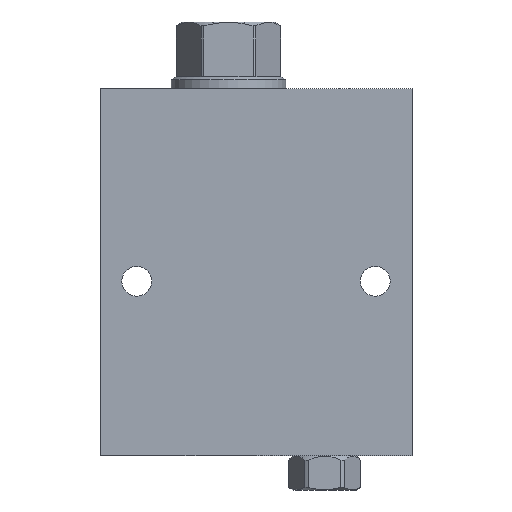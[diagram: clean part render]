
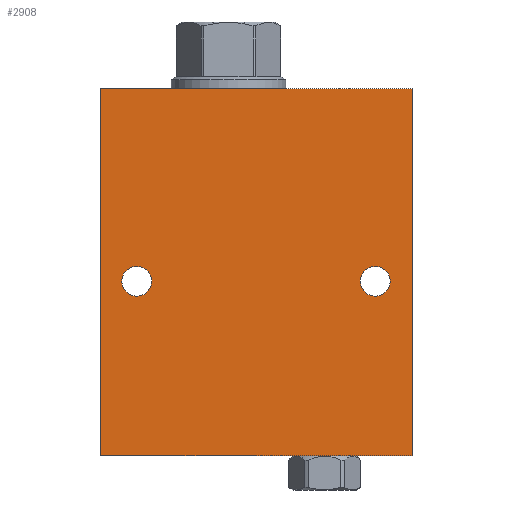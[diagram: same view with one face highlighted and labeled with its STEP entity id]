
A CAD part, left-side view. The second image highlights one B-rep face of the part: STEP entity #2908.
In plain terms, the highlighted planar face has unit normal (-1, 0, 0).
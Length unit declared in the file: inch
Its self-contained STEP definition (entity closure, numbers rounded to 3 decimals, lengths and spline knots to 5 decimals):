
#9=DIRECTION('',(0.,-1.,0.));
#10=VECTOR('',#9,4.25);
#11=CARTESIAN_POINT('',(0.,0.,0.));
#12=LINE('',#11,#10);
#824=DIRECTION('',(0.,0.,1.));
#825=VECTOR('',#824,5.);
#826=CARTESIAN_POINT('',(0.,-4.25,0.));
#827=LINE('',#826,#825);
#848=DIRECTION('',(0.,0.,1.));
#849=VECTOR('',#848,5.);
#850=CARTESIAN_POINT('',(0.,0.,0.));
#851=LINE('',#850,#849);
#852=CARTESIAN_POINT('',(0.,-0.5,2.375));
#853=DIRECTION('',(1.,0.,0.));
#854=DIRECTION('',(0.,0.,-1.));
#855=AXIS2_PLACEMENT_3D('',#852,#853,#854);
#857=CARTESIAN_POINT('',(0.,-0.5,2.375));
#858=DIRECTION('',(1.,0.,0.));
#859=DIRECTION('',(0.,0.,1.));
#860=AXIS2_PLACEMENT_3D('',#857,#858,#859);
#862=CARTESIAN_POINT('',(0.,-3.75,2.375));
#863=DIRECTION('',(1.,0.,0.));
#864=DIRECTION('',(0.,0.,-1.));
#865=AXIS2_PLACEMENT_3D('',#862,#863,#864);
#867=CARTESIAN_POINT('',(0.,-3.75,2.375));
#868=DIRECTION('',(1.,0.,0.));
#869=DIRECTION('',(0.,0.,1.));
#870=AXIS2_PLACEMENT_3D('',#867,#868,#869);
#872=DIRECTION('',(0.,-1.,0.));
#873=VECTOR('',#872,4.25);
#874=CARTESIAN_POINT('',(0.,0.,5.));
#875=LINE('',#874,#873);
#1906=CARTESIAN_POINT('',(0.,0.,0.));
#1907=CARTESIAN_POINT('',(0.,-4.25,0.));
#1908=VERTEX_POINT('',#1906);
#1909=VERTEX_POINT('',#1907);
#1914=CARTESIAN_POINT('',(0.,0.,5.));
#1915=CARTESIAN_POINT('',(0.,-4.25,5.));
#1916=VERTEX_POINT('',#1914);
#1917=VERTEX_POINT('',#1915);
#2040=CARTESIAN_POINT('',(0.,-0.5,2.172));
#2041=CARTESIAN_POINT('',(0.,-0.5,2.578));
#2042=VERTEX_POINT('',#2040);
#2043=VERTEX_POINT('',#2041);
#2048=CARTESIAN_POINT('',(0.,-3.75,2.172));
#2049=CARTESIAN_POINT('',(0.,-3.75,2.578));
#2050=VERTEX_POINT('',#2048);
#2051=VERTEX_POINT('',#2049);
#2884=CARTESIAN_POINT('',(0.,0.,0.));
#2885=DIRECTION('',(-1.,0.,0.));
#2886=DIRECTION('',(0.,-1.,0.));
#2887=AXIS2_PLACEMENT_3D('',#2884,#2885,#2886);
#2888=PLANE('',#2887);
#2889=ORIENTED_EDGE('',*,*,#2197,.F.);
#2890=ORIENTED_EDGE('',*,*,#2822,.T.);
#2892=ORIENTED_EDGE('',*,*,#2891,.T.);
#2893=ORIENTED_EDGE('',*,*,#2864,.F.);
#2894=EDGE_LOOP('',(#2889,#2890,#2892,#2893));
#2895=FACE_OUTER_BOUND('',#2894,.F.);
#2897=ORIENTED_EDGE('',*,*,#2896,.F.);
#2899=ORIENTED_EDGE('',*,*,#2898,.F.);
#2900=EDGE_LOOP('',(#2897,#2899));
#2901=FACE_BOUND('',#2900,.F.);
#2903=ORIENTED_EDGE('',*,*,#2902,.F.);
#2905=ORIENTED_EDGE('',*,*,#2904,.F.);
#2906=EDGE_LOOP('',(#2903,#2905));
#2907=FACE_BOUND('',#2906,.F.);
#2908=ADVANCED_FACE('',(#2895,#2901,#2907),#2888,.T.);
#856=CIRCLE('',#855,0.203);
#861=CIRCLE('',#860,0.203);
#866=CIRCLE('',#865,0.203);
#871=CIRCLE('',#870,0.203);
#2197=EDGE_CURVE('',#1908,#1909,#12,.T.);
#2822=EDGE_CURVE('',#1908,#1916,#851,.T.);
#2864=EDGE_CURVE('',#1909,#1917,#827,.T.);
#2891=EDGE_CURVE('',#1916,#1917,#875,.T.);
#2896=EDGE_CURVE('',#2042,#2043,#856,.T.);
#2898=EDGE_CURVE('',#2043,#2042,#861,.T.);
#2902=EDGE_CURVE('',#2050,#2051,#866,.T.);
#2904=EDGE_CURVE('',#2051,#2050,#871,.T.);
